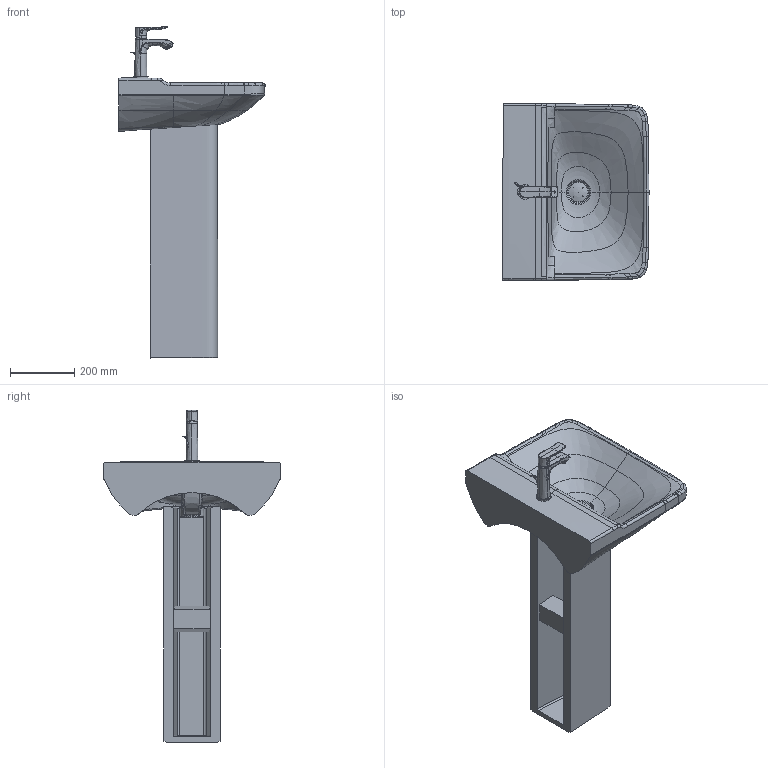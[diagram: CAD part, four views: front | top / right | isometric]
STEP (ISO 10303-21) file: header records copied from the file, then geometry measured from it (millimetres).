
FILE_DESCRIPTION((''),'2;1');
FILE_NAME('233155_085836.stp','2015-10-02T11:09:54',('Administrator'),(''),'Autodesk Inventor 2011','Autodesk Inventor 2011','');
FILE_SCHEMA(('CONFIG_CONTROL_DESIGN'));
Length unit declared in the file: millimetre
Products named in the file (15): 233155_085836; 233155; 085836; Kelch; Stopfen; WT-Armatur HANSGROHE METRIS; Gehäuse; Rosette Citerio; Griff_HWB_Metris; Griffstopfen; Zugstange Griff; Rosette Talis; Neoperl Strahler; Strahlreglerhuelse; Strahler
Assembly tree (14 placements, depth 4):
  233155_085836
    233155
    085836
    Kelch
    Stopfen
    WT-Armatur HANSGROHE METRIS
      Gehäuse
      Rosette Citerio
      Griff_HWB_Metris
      Griffstopfen
      Zugstange Griff
      Rosette Talis
      Neoperl Strahler
        Strahlreglerhuelse
        Strahler
Bounding box: 455.07 x 550.73 x 1034.45 mm (x, y, z)
Volume: 25236848.3 mm3; surface area: 1759352.9 mm2
Topology: 12 solids, 12 shells, 1440 faces, 4015 edges, 2598 vertices
Faces by surface type: plane 510, bspline 497, cylinder 329, cone 49, torus 47, sphere 8
Full cylindrical faces by diameter (mm): 4 x1, 5 x1, 5.2 x1, 5.325 x1, 5.4 x1, 8.875 x1, 12.35 x1, 15.75 x1, 16 x1, 17.5 x1, 17.7 x1, 19.97 x1, 20.1 x1, 20.88 x1, 21 x1, 22.5 x2, 24 x2, 25 x2, 31.3 x1, 35 x1, 42 x1, 44 x1, 46 x1, 46.21 x1, 60 x1
Entity records: 144506 total; most frequent: CARTESIAN_POINT 109488, ORIENTED_EDGE 7866, DIRECTION 5606, EDGE_CURVE 3933, VERTEX_POINT 2576, AXIS2_PLACEMENT_3D 2209, EDGE_LOOP 1524, B_SPLINE_CURVE_WITH_KNOTS 1450
